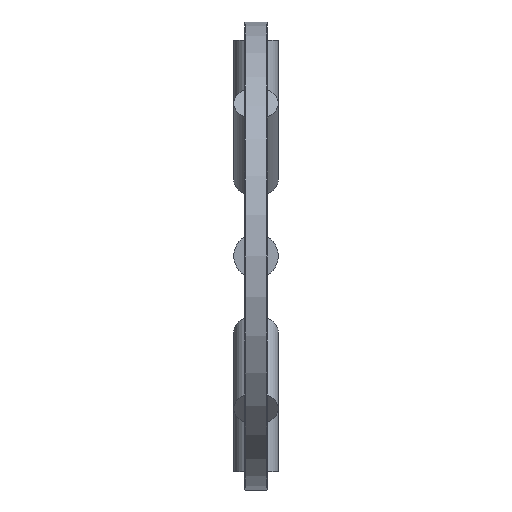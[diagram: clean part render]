
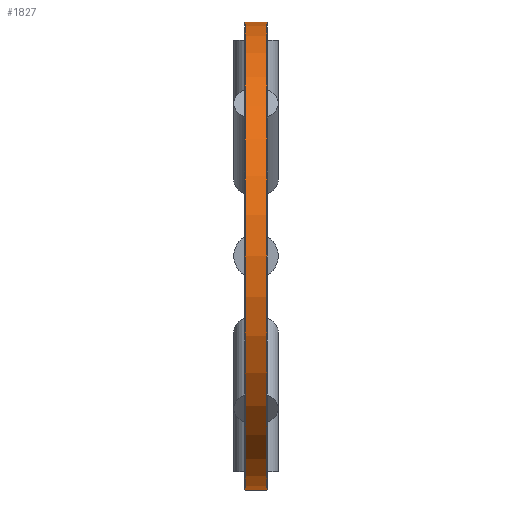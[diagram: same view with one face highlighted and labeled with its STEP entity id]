
A CAD part, left-side view. The second image highlights one B-rep face of the part: STEP entity #1827.
In plain terms, the highlighted cylindrical face has radius 10.5 mm (diameter 21 mm), a partial arc.
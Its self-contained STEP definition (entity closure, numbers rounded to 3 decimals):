
#2 = EDGE_CURVE ( 'NONE', #166, #813, #1003, .T. ) ;
#10 = CARTESIAN_POINT ( 'NONE',  ( 0., -0.48, 0. ) ) ;
#57 = CARTESIAN_POINT ( 'NONE',  ( 0., 0.48, -10.5 ) ) ;
#166 = VERTEX_POINT ( 'NONE', #485 ) ;
#200 = ORIENTED_EDGE ( 'NONE', *, *, #1937, .T. ) ;
#235 = DIRECTION ( 'NONE',  ( 0., 0., 1. ) ) ;
#470 = VECTOR ( 'NONE', #1844, 1000. ) ;
#477 = CARTESIAN_POINT ( 'NONE',  ( 0., -1., 10.5 ) ) ;
#485 = CARTESIAN_POINT ( 'NONE',  ( 0., 0.48, 10.5 ) ) ;
#813 = VERTEX_POINT ( 'NONE', #57 ) ;
#830 = CIRCLE ( 'NONE', #2214, 10.5 ) ;
#908 = VERTEX_POINT ( 'NONE', #1868 ) ;
#996 = CARTESIAN_POINT ( 'NONE',  ( 0., -1., 0. ) ) ;
#1003 = CIRCLE ( 'NONE', #1774, 10.5 ) ;
#1061 = ORIENTED_EDGE ( 'NONE', *, *, #1843, .T. ) ;
#1290 = ORIENTED_EDGE ( 'NONE', *, *, #2, .T. ) ;
#1417 = DIRECTION ( 'NONE',  ( 0., 1., 0. ) ) ;
#1429 = VECTOR ( 'NONE', #2172, 1000. ) ;
#1522 = LINE ( 'NONE', #477, #470 ) ;
#1593 = CARTESIAN_POINT ( 'NONE',  ( 0., -1., -10.5 ) ) ;
#1638 = DIRECTION ( 'NONE',  ( 0., -1., 0. ) ) ;
#1762 = CARTESIAN_POINT ( 'NONE',  ( 0., -0.48, 10.5 ) ) ;
#1774 = AXIS2_PLACEMENT_3D ( 'NONE', #2413, #1638, #2286 ) ;
#1804 = VERTEX_POINT ( 'NONE', #1762 ) ;
#1819 = AXIS2_PLACEMENT_3D ( 'NONE', #996, #2356, #2160 ) ;
#1827 = ADVANCED_FACE ( 'NONE', ( #2509 ), #2455, .T. ) ;
#1843 = EDGE_CURVE ( 'NONE', #813, #908, #1932, .T. ) ;
#1844 = DIRECTION ( 'NONE',  ( 0., -1., 0. ) ) ;
#1868 = CARTESIAN_POINT ( 'NONE',  ( 0., -0.48, -10.5 ) ) ;
#1932 = LINE ( 'NONE', #1593, #1429 ) ;
#1937 = EDGE_CURVE ( 'NONE', #908, #1804, #830, .T. ) ;
#2010 = ORIENTED_EDGE ( 'NONE', *, *, #2050, .F. ) ;
#2050 = EDGE_CURVE ( 'NONE', #166, #1804, #1522, .T. ) ;
#2160 = DIRECTION ( 'NONE',  ( 0., 0., -1. ) ) ;
#2172 = DIRECTION ( 'NONE',  ( 0., -1., 0. ) ) ;
#2214 = AXIS2_PLACEMENT_3D ( 'NONE', #10, #1417, #235 ) ;
#2282 = EDGE_LOOP ( 'NONE', ( #2010, #1290, #1061, #200 ) ) ;
#2286 = DIRECTION ( 'NONE',  ( 0., 0., -1. ) ) ;
#2356 = DIRECTION ( 'NONE',  ( 0., -1., 0. ) ) ;
#2413 = CARTESIAN_POINT ( 'NONE',  ( 0., 0.48, 0. ) ) ;
#2455 = CYLINDRICAL_SURFACE ( 'NONE', #1819, 10.5 ) ;
#2509 = FACE_OUTER_BOUND ( 'NONE', #2282, .T. ) ;
